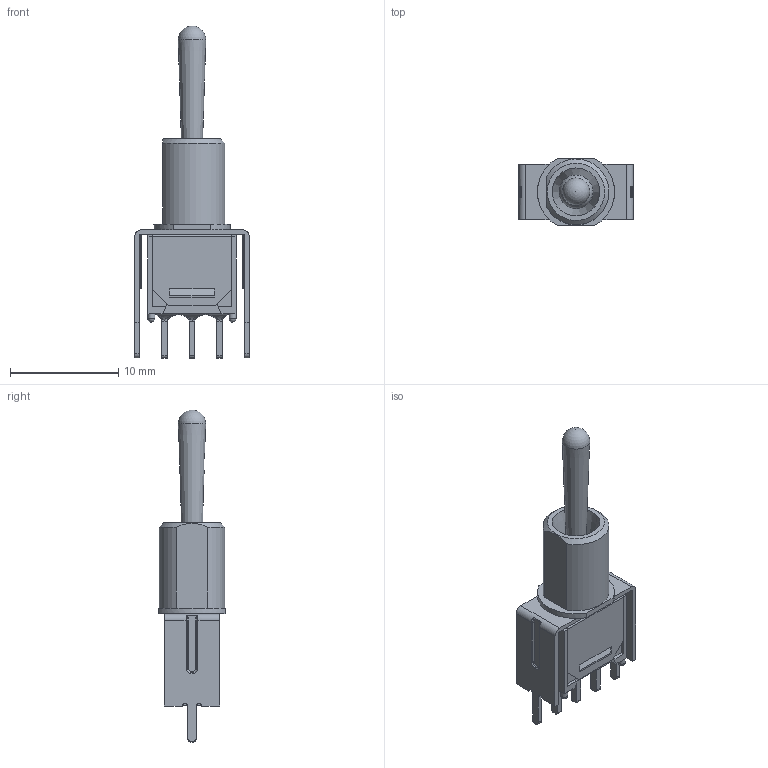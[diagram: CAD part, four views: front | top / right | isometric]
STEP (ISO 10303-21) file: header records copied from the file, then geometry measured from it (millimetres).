
FILE_DESCRIPTION(/* description */ (''),/* implementation_level */ '2;1');
FILE_NAME(/* name */ '200MSPxT4B6VS2xE.stp',/* time_stamp */ '2025-04-30T09:41:46-05:00',/* author */ ('mroman'),/* organization */ (''),/* preprocessor_version */ 'ST-DEVELOPER v18.1',/* originating_system */ 'Autodesk Inventor 2022',/* authorisation */ '');
FILE_SCHEMA (('AUTOMOTIVE_DESIGN { 1 0 10303 214 3 1 1 }'));
Length unit declared in the file: inch
Products named in the file (1): 200MSPxT4B6VS2xE
Bounding box: 10.56 x 6.2 x 30.62 mm (x, y, z)
Volume: 469.4 mm3; surface area: 1221.2 mm2
Topology: 1 solids, 3 shells, 235 faces, 634 edges, 391 vertices
Faces by surface type: plane 131, cylinder 53, bspline 24, torus 16, sphere 7, cone 4
Full cylindrical faces by diameter (mm): 0.65 x4
Entity records: 8229 total; most frequent: CARTESIAN_POINT 2480, ORIENTED_EDGE 1240, DIRECTION 1115, EDGE_CURVE 620, LINE 399, VECTOR 399, VERTEX_POINT 391, AXIS2_PLACEMENT_3D 358
